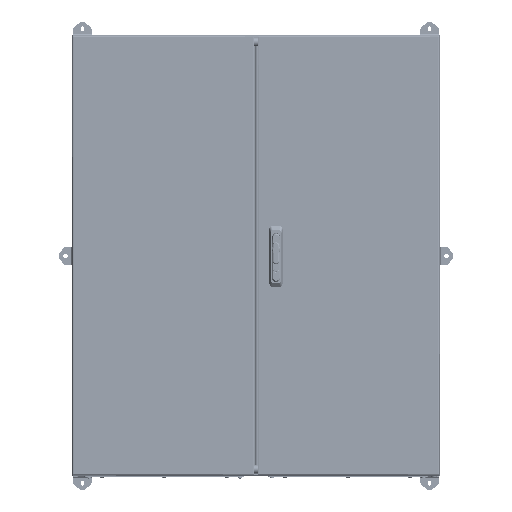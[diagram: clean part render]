
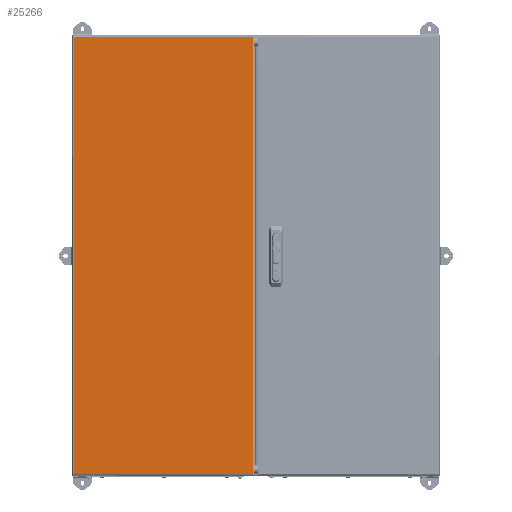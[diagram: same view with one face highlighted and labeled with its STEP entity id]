
A CAD part, top view. The second image highlights one B-rep face of the part: STEP entity #25266.
In plain terms, the highlighted planar face has unit normal (0, 0, 1).
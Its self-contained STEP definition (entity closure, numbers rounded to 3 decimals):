
#922 = DIRECTION ( 'NONE',  ( 1., 0., 0. ) ) ;
#5897 = ORIENTED_EDGE ( 'NONE', *, *, #76384, .T. ) ;
#6131 = ORIENTED_EDGE ( 'NONE', *, *, #42430, .T. ) ;
#15621 = AXIS2_PLACEMENT_3D ( 'NONE', #100663, #79293, #922 ) ;
#24621 = CARTESIAN_POINT ( 'NONE',  ( 244.5, 594.5, 0. ) ) ;
#25266 = ADVANCED_FACE ( 'NONE', ( #62066 ), #50249, .T. ) ;
#26598 = VECTOR ( 'NONE', #59952, 1000. ) ;
#36436 = ORIENTED_EDGE ( 'NONE', *, *, #124999, .T. ) ;
#38997 = LINE ( 'NONE', #97182, #52453 ) ;
#42430 = EDGE_CURVE ( 'NONE', #121976, #84131, #121285, .T. ) ;
#50249 = PLANE ( 'NONE',  #15621 ) ;
#52453 = VECTOR ( 'NONE', #125060, 1000. ) ;
#54213 = DIRECTION ( 'NONE',  ( 1., 0., 0. ) ) ;
#59952 = DIRECTION ( 'NONE',  ( 0., -1., 0. ) ) ;
#60230 = CARTESIAN_POINT ( 'NONE',  ( -244.5, 594.5, 0. ) ) ;
#62066 = FACE_OUTER_BOUND ( 'NONE', #87856, .T. ) ;
#68818 = LINE ( 'NONE', #70069, #26598 ) ;
#70069 = CARTESIAN_POINT ( 'NONE',  ( -244.5, 595.293, 0. ) ) ;
#76384 = EDGE_CURVE ( 'NONE', #95736, #103025, #38997, .T. ) ;
#77815 = VECTOR ( 'NONE', #54213, 1000. ) ;
#77875 = CARTESIAN_POINT ( 'NONE',  ( 244.5, -594.5, 0. ) ) ;
#79293 = DIRECTION ( 'NONE',  ( 0., 0., 1. ) ) ;
#80817 = EDGE_CURVE ( 'NONE', #103025, #121976, #68818, .T. ) ;
#84131 = VERTEX_POINT ( 'NONE', #77875 ) ;
#84476 = CARTESIAN_POINT ( 'NONE',  ( -245.293, -594.5, 0. ) ) ;
#87856 = EDGE_LOOP ( 'NONE', ( #5897, #113811, #6131, #36436 ) ) ;
#94585 = VECTOR ( 'NONE', #112803, 1000. ) ;
#95704 = CARTESIAN_POINT ( 'NONE',  ( -244.5, -594.5, 0. ) ) ;
#95736 = VERTEX_POINT ( 'NONE', #24621 ) ;
#97182 = CARTESIAN_POINT ( 'NONE',  ( 245.293, 594.5, 0. ) ) ;
#100663 = CARTESIAN_POINT ( 'NONE',  ( 0., 0., 0. ) ) ;
#101446 = LINE ( 'NONE', #110953, #94585 ) ;
#103025 = VERTEX_POINT ( 'NONE', #60230 ) ;
#110953 = CARTESIAN_POINT ( 'NONE',  ( 244.5, -595.293, 0. ) ) ;
#112803 = DIRECTION ( 'NONE',  ( 0., 1., 0. ) ) ;
#113811 = ORIENTED_EDGE ( 'NONE', *, *, #80817, .T. ) ;
#121285 = LINE ( 'NONE', #84476, #77815 ) ;
#121976 = VERTEX_POINT ( 'NONE', #95704 ) ;
#124999 = EDGE_CURVE ( 'NONE', #84131, #95736, #101446, .T. ) ;
#125060 = DIRECTION ( 'NONE',  ( -1., 0., 0. ) ) ;
